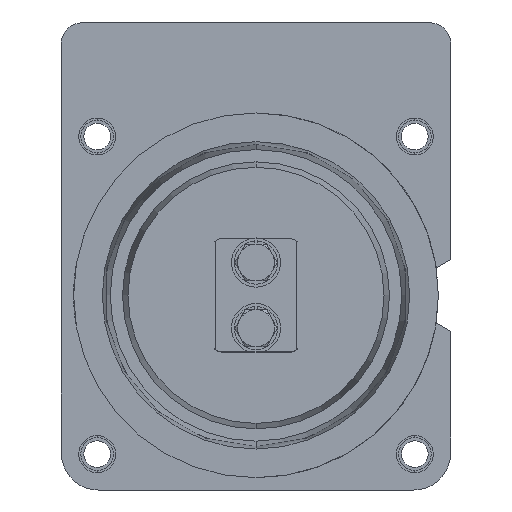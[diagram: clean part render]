
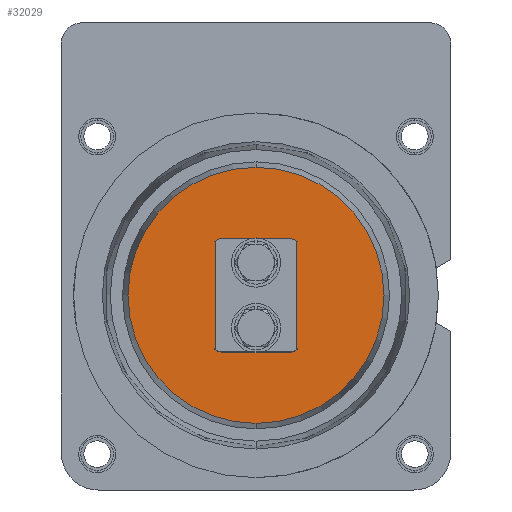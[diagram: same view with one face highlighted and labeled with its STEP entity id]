
A CAD part, front view. The second image highlights one B-rep face of the part: STEP entity #32029.
In plain terms, the highlighted planar face has unit normal (0, -1, 0).
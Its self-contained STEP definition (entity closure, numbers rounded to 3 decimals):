
#104 = EDGE_CURVE ( 'NONE', #35157, #5852, #9927, .T. ) ;
#295 = CARTESIAN_POINT ( 'NONE',  ( 0., -169., -27.697 ) ) ;
#471 = CARTESIAN_POINT ( 'NONE',  ( 0., -169., -62.488 ) ) ;
#1007 = CARTESIAN_POINT ( 'NONE',  ( 17.903, -169., 27.697 ) ) ;
#1273 = AXIS2_PLACEMENT_3D ( 'NONE', #29304, #22550, #7372 ) ;
#1436 = CARTESIAN_POINT ( 'NONE',  ( 17.903, -169., -27.697 ) ) ;
#1775 =( BOUNDED_CURVE ( )  B_SPLINE_CURVE ( 3, ( #17886, #29143, #9459, #29250 ),
 .UNSPECIFIED., .F., .F. ) 
 B_SPLINE_CURVE_WITH_KNOTS ( ( 4, 4 ),
 ( 5.76, 6.494 ),
 .UNSPECIFIED. ) 
 CURVE ( )  GEOMETRIC_REPRESENTATION_ITEM ( )  RATIONAL_B_SPLINE_CURVE ( ( 1., 0.956, 0.956, 1. ) ) 
 REPRESENTATION_ITEM ( '' )  );
#1857 = CARTESIAN_POINT ( 'NONE',  ( 20., -169., 0. ) ) ;
#2043 = DIRECTION ( 'NONE',  ( 0., 0., 1. ) ) ;
#2543 = EDGE_CURVE ( 'NONE', #18402, #11515, #16438, .T. ) ;
#2741 = VECTOR ( 'NONE', #21696, 1000. ) ;
#3420 = LINE ( 'NONE', #20034, #32628 ) ;
#3621 = ORIENTED_EDGE ( 'NONE', *, *, #33730, .T. ) ;
#3982 = CARTESIAN_POINT ( 'NONE',  ( 20., -169., 26.409 ) ) ;
#5042 =( BOUNDED_CURVE ( )  B_SPLINE_CURVE ( 3, ( #26052, #6178, #34582, #17615 ),
 .UNSPECIFIED., .F., .F. ) 
 B_SPLINE_CURVE_WITH_KNOTS ( ( 4, 4 ),
 ( 6.073, 6.806 ),
 .UNSPECIFIED. ) 
 CURVE ( )  GEOMETRIC_REPRESENTATION_ITEM ( )  RATIONAL_B_SPLINE_CURVE ( ( 1., 0.956, 0.956, 1. ) ) 
 REPRESENTATION_ITEM ( '' )  );
#5852 = VERTEX_POINT ( 'NONE', #20898 ) ;
#6178 = CARTESIAN_POINT ( 'NONE',  ( -19.071, -169., 27.248 ) ) ;
#6745 = ORIENTED_EDGE ( 'NONE', *, *, #27529, .T. ) ;
#7372 = DIRECTION ( 'NONE',  ( 0., 0., 1. ) ) ;
#8089 = EDGE_CURVE ( 'NONE', #5852, #35157, #27084, .T. ) ;
#8556 = DIRECTION ( 'NONE',  ( 0., 1., 0. ) ) ;
#8606 = ORIENTED_EDGE ( 'NONE', *, *, #33370, .T. ) ;
#9291 = AXIS2_PLACEMENT_3D ( 'NONE', #33203, #8556, #25561 ) ;
#9459 = CARTESIAN_POINT ( 'NONE',  ( -19.071, -169., -27.248 ) ) ;
#9927 = CIRCLE ( 'NONE', #1273, 62.488 ) ;
#10508 = DIRECTION ( 'NONE',  ( 0., 0., -1. ) ) ;
#11465 = VERTEX_POINT ( 'NONE', #23502 ) ;
#11515 = VERTEX_POINT ( 'NONE', #29188 ) ;
#11575 = AXIS2_PLACEMENT_3D ( 'NONE', #16153, #18993, #2043 ) ;
#11657 = DIRECTION ( 'NONE',  ( -1., 0., 0. ) ) ;
#12560 = VERTEX_POINT ( 'NONE', #20713 ) ;
#13797 = ORIENTED_EDGE ( 'NONE', *, *, #8089, .F. ) ;
#14853 = VERTEX_POINT ( 'NONE', #27417 ) ;
#14937 = ORIENTED_EDGE ( 'NONE', *, *, #36313, .T. ) ;
#16153 = CARTESIAN_POINT ( 'NONE',  ( 0., -169., 0. ) ) ;
#16438 = LINE ( 'NONE', #16605, #29737 ) ;
#16605 = CARTESIAN_POINT ( 'NONE',  ( -20., -169., 0. ) ) ;
#17411 = ORIENTED_EDGE ( 'NONE', *, *, #28300, .T. ) ;
#17615 = CARTESIAN_POINT ( 'NONE',  ( -16.651, -169., 27.697 ) ) ;
#17797 = LINE ( 'NONE', #1857, #2741 ) ;
#17886 = CARTESIAN_POINT ( 'NONE',  ( -16.651, -169., -27.697 ) ) ;
#18084 = CARTESIAN_POINT ( 'NONE',  ( 16.651, -169., 27.697 ) ) ;
#18146 = EDGE_CURVE ( 'NONE', #14853, #11515, #1775, .T. ) ;
#18205 = FACE_BOUND ( 'NONE', #21979, .T. ) ;
#18402 = VERTEX_POINT ( 'NONE', #24583 ) ;
#18906 = VERTEX_POINT ( 'NONE', #31450 ) ;
#18918 =( BOUNDED_CURVE ( )  B_SPLINE_CURVE ( 3, ( #18084, #1007, #20965, #3982 ),
 .UNSPECIFIED., .F., .F. ) 
 B_SPLINE_CURVE_WITH_KNOTS ( ( 4, 4 ),
 ( 5.76, 6.494 ),
 .UNSPECIFIED. ) 
 CURVE ( )  GEOMETRIC_REPRESENTATION_ITEM ( )  RATIONAL_B_SPLINE_CURVE ( ( 1., 0.956, 0.956, 1. ) ) 
 REPRESENTATION_ITEM ( '' )  );
#18993 = DIRECTION ( 'NONE',  ( 0., 1., 0. ) ) ;
#19955 =( BOUNDED_CURVE ( )  B_SPLINE_CURVE ( 3, ( #24004, #26844, #1436, #21278 ),
 .UNSPECIFIED., .F., .F. ) 
 B_SPLINE_CURVE_WITH_KNOTS ( ( 4, 4 ),
 ( 6.073, 6.806 ),
 .UNSPECIFIED. ) 
 CURVE ( )  GEOMETRIC_REPRESENTATION_ITEM ( )  RATIONAL_B_SPLINE_CURVE ( ( 1., 0.956, 0.956, 1. ) ) 
 REPRESENTATION_ITEM ( '' )  );
#20034 = CARTESIAN_POINT ( 'NONE',  ( 0., -169., 27.697 ) ) ;
#20713 = CARTESIAN_POINT ( 'NONE',  ( 20., -169., 26.409 ) ) ;
#20898 = CARTESIAN_POINT ( 'NONE',  ( 0., -169., 62.488 ) ) ;
#20965 = CARTESIAN_POINT ( 'NONE',  ( 19.071, -169., 27.248 ) ) ;
#21278 = CARTESIAN_POINT ( 'NONE',  ( 16.651, -169., -27.697 ) ) ;
#21696 = DIRECTION ( 'NONE',  ( 0., 0., -1. ) ) ;
#21979 = EDGE_LOOP ( 'NONE', ( #36217, #3621, #17411, #8606, #22660, #32489, #14937, #6745 ) ) ;
#22550 = DIRECTION ( 'NONE',  ( 0., 1., 0. ) ) ;
#22660 = ORIENTED_EDGE ( 'NONE', *, *, #18146, .T. ) ;
#23502 = CARTESIAN_POINT ( 'NONE',  ( 16.651, -169., -27.697 ) ) ;
#24004 = CARTESIAN_POINT ( 'NONE',  ( 20., -169., -26.409 ) ) ;
#24583 = CARTESIAN_POINT ( 'NONE',  ( -20., -169., 26.409 ) ) ;
#25561 = DIRECTION ( 'NONE',  ( 0., 0., 1. ) ) ;
#25756 = FACE_OUTER_BOUND ( 'NONE', #31058, .T. ) ;
#25972 = CARTESIAN_POINT ( 'NONE',  ( -16.651, -169., 27.697 ) ) ;
#26052 = CARTESIAN_POINT ( 'NONE',  ( -20., -169., 26.409 ) ) ;
#26062 = VERTEX_POINT ( 'NONE', #25972 ) ;
#26687 = VECTOR ( 'NONE', #11657, 1000. ) ;
#26844 = CARTESIAN_POINT ( 'NONE',  ( 19.071, -169., -27.248 ) ) ;
#27084 = CIRCLE ( 'NONE', #9291, 62.488 ) ;
#27407 = PLANE ( 'NONE',  #11575 ) ;
#27417 = CARTESIAN_POINT ( 'NONE',  ( -16.651, -169., -27.697 ) ) ;
#27529 = EDGE_CURVE ( 'NONE', #26062, #18906, #3420, .T. ) ;
#28300 = EDGE_CURVE ( 'NONE', #32000, #11465, #19955, .T. ) ;
#28687 = DIRECTION ( 'NONE',  ( 1., 0., 0. ) ) ;
#29143 = CARTESIAN_POINT ( 'NONE',  ( -17.903, -169., -27.697 ) ) ;
#29188 = CARTESIAN_POINT ( 'NONE',  ( -20., -169., -26.409 ) ) ;
#29250 = CARTESIAN_POINT ( 'NONE',  ( -20., -169., -26.409 ) ) ;
#29304 = CARTESIAN_POINT ( 'NONE',  ( 0., -169., 0. ) ) ;
#29737 = VECTOR ( 'NONE', #10508, 1000. ) ;
#31058 = EDGE_LOOP ( 'NONE', ( #13797, #31848 ) ) ;
#31450 = CARTESIAN_POINT ( 'NONE',  ( 16.651, -169., 27.697 ) ) ;
#31848 = ORIENTED_EDGE ( 'NONE', *, *, #104, .F. ) ;
#32000 = VERTEX_POINT ( 'NONE', #33129 ) ;
#32029 = ADVANCED_FACE ( 'NONE', ( #18205, #25756 ), #27407, .F. ) ;
#32352 = EDGE_CURVE ( 'NONE', #18906, #12560, #18918, .T. ) ;
#32489 = ORIENTED_EDGE ( 'NONE', *, *, #2543, .F. ) ;
#32628 = VECTOR ( 'NONE', #28687, 1000. ) ;
#33129 = CARTESIAN_POINT ( 'NONE',  ( 20., -169., -26.409 ) ) ;
#33203 = CARTESIAN_POINT ( 'NONE',  ( 0., -169., 0. ) ) ;
#33370 = EDGE_CURVE ( 'NONE', #11465, #14853, #34235, .T. ) ;
#33730 = EDGE_CURVE ( 'NONE', #12560, #32000, #17797, .T. ) ;
#34235 = LINE ( 'NONE', #295, #26687 ) ;
#34582 = CARTESIAN_POINT ( 'NONE',  ( -17.903, -169., 27.697 ) ) ;
#35157 = VERTEX_POINT ( 'NONE', #471 ) ;
#36217 = ORIENTED_EDGE ( 'NONE', *, *, #32352, .T. ) ;
#36313 = EDGE_CURVE ( 'NONE', #18402, #26062, #5042, .T. ) ;
